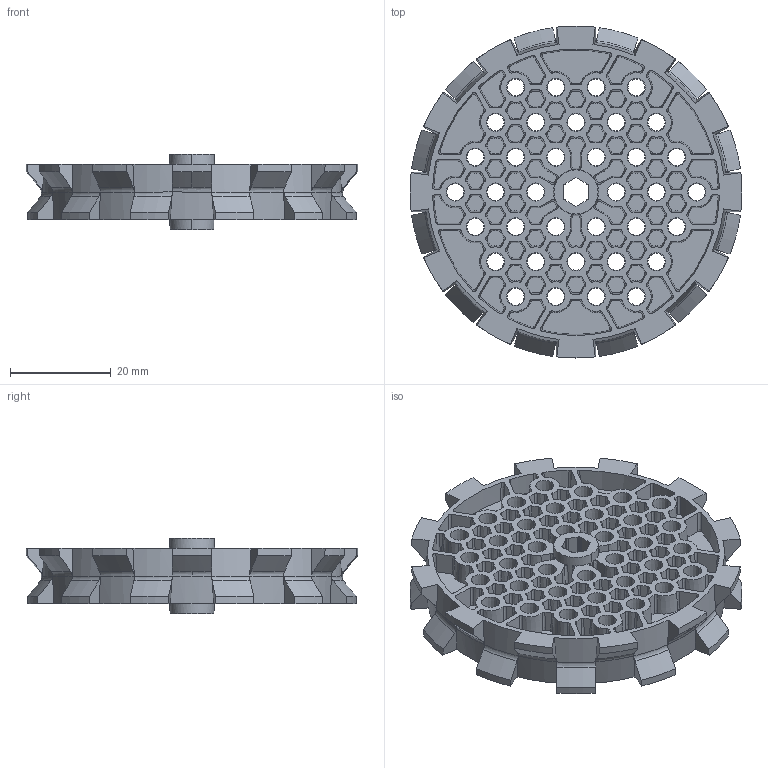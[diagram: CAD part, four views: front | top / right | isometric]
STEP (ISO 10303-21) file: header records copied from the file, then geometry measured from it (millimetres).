
FILE_DESCRIPTION (( 'STEP AP214' ), '1' );
FILE_NAME ('REV-41-1345.STEP', '2017-04-04T03:54:12', ( '' ), ( '' ), 'SwSTEP 2.0', 'SolidWorks 2016', '' );
FILE_SCHEMA (( 'AUTOMOTIVE_DESIGN' ));
Length unit declared in the file: millimetre
Products named in the file (1): REV-41-1345
Bounding box: 65.95 x 66 x 15 mm (x, y, z)
Volume: 19500.9 mm3; surface area: 20813.2 mm2
Topology: 1 solids, 1 shells, 2068 faces, 5688 edges, 3744 vertices
Faces by surface type: bspline 817, plane 610, cone 604, cylinder 37
Entity records: 90416 total; most frequent: CARTESIAN_POINT 45498, ORIENTED_EDGE 11376, DIRECTION 6105, EDGE_CURVE 5688, VERTEX_POINT 3744, B_SPLINE_CURVE_WITH_KNOTS 3300, AXIS2_PLACEMENT_3D 2465, EDGE_LOOP 2264
